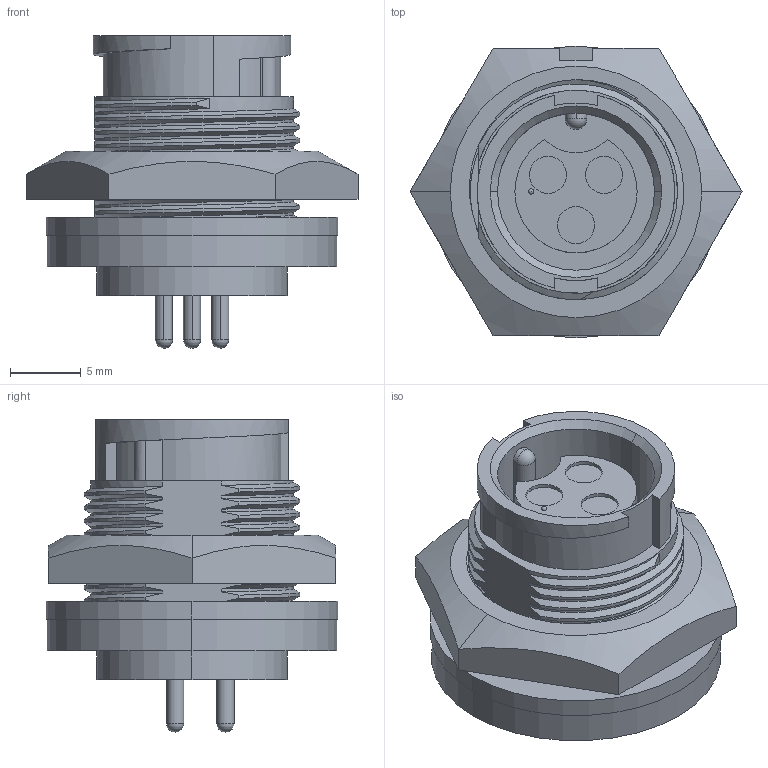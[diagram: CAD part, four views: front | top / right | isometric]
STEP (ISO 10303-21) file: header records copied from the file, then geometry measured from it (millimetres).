
FILE_DESCRIPTION (( 'STEP AP203' ), '1' );
FILE_NAME ('7381-3SG-3ES.STEP', '2019-03-11T16:16:16', ( '' ), ( '' ), 'SwSTEP 2.0', 'SolidWorks 2017', '' );
FILE_SCHEMA (( 'CONFIG_CONTROL_DESIGN' ));
Length unit declared in the file: inch
Products named in the file (1): 7381-3SG-3ES
Bounding box: 23.46 x 20.62 x 22.09 mm (x, y, z)
Volume: 3538.3 mm3; surface area: 3205.7 mm2
Topology: 2 solids, 2 shells, 151 faces, 412 edges, 273 vertices
Faces by surface type: cylinder 77, plane 39, bspline 25, sphere 5, cone 4, torus 1
Entity records: 10984 total; most frequent: CARTESIAN_POINT 7562, ORIENTED_EDGE 796, DIRECTION 585, EDGE_CURVE 398, VERTEX_POINT 264, AXIS2_PLACEMENT_3D 214, EDGE_LOOP 166, LINE 157
